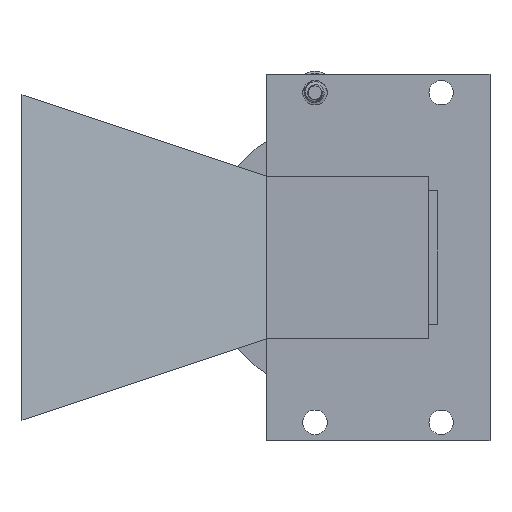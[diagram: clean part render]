
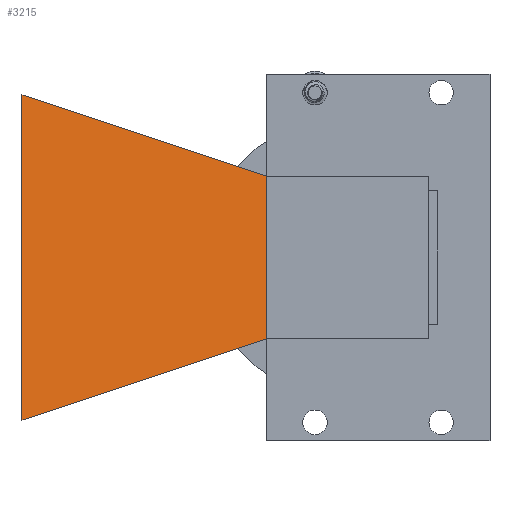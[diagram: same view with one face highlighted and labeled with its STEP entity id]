
A CAD part, front view. The second image highlights one B-rep face of the part: STEP entity #3215.
In plain terms, the highlighted planar face has unit normal (0.316, -0.949, 0).
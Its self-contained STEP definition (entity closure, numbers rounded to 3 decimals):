
#138=PLANE('',#3517);
#334=FACE_OUTER_BOUND('',#520,.T.);
#520=EDGE_LOOP('',(#2656,#2657,#2658,#2659));
#964=LINE('',#10513,#1205);
#968=LINE('',#10519,#1209);
#969=LINE('',#10521,#1210);
#970=LINE('',#10522,#1211);
#1205=VECTOR('',#4090,10.);
#1209=VECTOR('',#4096,10.);
#1210=VECTOR('',#4099,10.);
#1211=VECTOR('',#4100,10.);
#1494=VERTEX_POINT('',#10368);
#1498=VERTEX_POINT('',#10380);
#1511=VERTEX_POINT('',#10510);
#1512=VERTEX_POINT('',#10512);
#1916=EDGE_CURVE('',#1511,#1512,#964,.T.);
#1920=EDGE_CURVE('',#1511,#1494,#968,.T.);
#1921=EDGE_CURVE('',#1498,#1494,#969,.T.);
#1922=EDGE_CURVE('',#1512,#1498,#970,.T.);
#2656=ORIENTED_EDGE('',*,*,#1916,.F.);
#2657=ORIENTED_EDGE('',*,*,#1920,.T.);
#2658=ORIENTED_EDGE('',*,*,#1921,.F.);
#2659=ORIENTED_EDGE('',*,*,#1922,.F.);
#3215=ADVANCED_FACE('',(#334),#138,.F.);
#3517=AXIS2_PLACEMENT_3D('',#10520,#4097,#4098);
#4090=DIRECTION('',(0.,0.,1.));
#4096=DIRECTION('',(0.905,0.302,0.302));
#4097=DIRECTION('center_axis',(-0.316,0.949,0.));
#4098=DIRECTION('ref_axis',(0.,0.,1.));
#4099=DIRECTION('',(0.,0.,-1.));
#4100=DIRECTION('',(0.905,0.302,-0.302));
#10368=CARTESIAN_POINT('',(-20.,20.,-20.));
#10380=CARTESIAN_POINT('',(-20.,20.,0.));
#10510=CARTESIAN_POINT('',(-50.,10.,-30.));
#10512=CARTESIAN_POINT('',(-50.,10.,10.));
#10513=CARTESIAN_POINT('',(-50.,10.,-30.));
#10519=CARTESIAN_POINT('',(-50.,10.,-30.));
#10520=CARTESIAN_POINT('Origin',(-50.,10.,-30.));
#10521=CARTESIAN_POINT('',(-20.,20.,-25.));
#10522=CARTESIAN_POINT('',(-50.,10.,10.));
